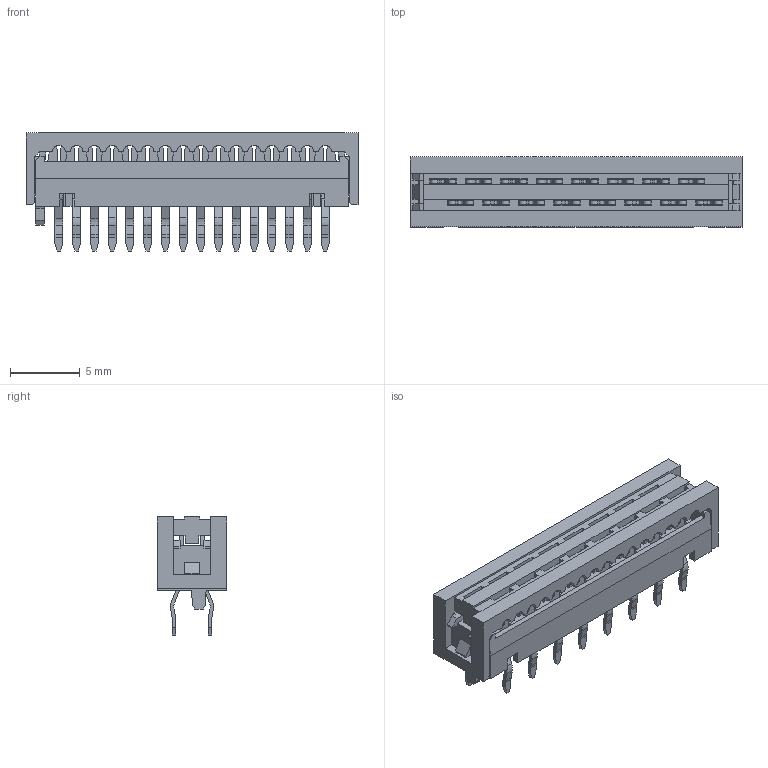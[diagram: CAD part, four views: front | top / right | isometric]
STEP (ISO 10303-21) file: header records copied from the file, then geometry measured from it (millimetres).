
FILE_DESCRIPTION(/* description */ ('Unknown'),/* implementation_level */ '2;1');
FILE_NAME(/* name */ 'J_Wurth_WR-MM_690207101672',/* time_stamp */ '2025-05-26T17:34:08+08:00',/* author */ ('Unknown'),/* organization */ ('Unknown'),/* preprocessor_version */ 'ST-DEVELOPER v19.4',/* originating_system */ 'Solid Edge',/* authorisation */ 'Unknown');
FILE_SCHEMA (('AUTOMOTIVE_DESIGN {1 0 10303 214 3 1 1}'));
Length unit declared in the file: millimetre
Products named in the file (2): J_Wurth_WR-MM_690207101672
Assembly tree (1 placements, depth 2):
  J_Wurth_WR-MM_690207101672
    J_Wurth_WR-MM_690207101672
Bounding box: 23.75 x 5 x 8.45 mm (x, y, z)
Volume: 348.9 mm3; surface area: 1458.6 mm2
Topology: 18 solids, 18 shells, 1210 faces, 3616 edges, 2388 vertices
Faces by surface type: plane 854, cylinder 356
Entity records: 40719 total; most frequent: ORIENTED_EDGE 7232, CARTESIAN_POINT 7216, DIRECTION 6752, EDGE_CURVE 3616, LINE 2904, VECTOR 2904, VERTEX_POINT 2388, AXIS2_PLACEMENT_3D 1924
